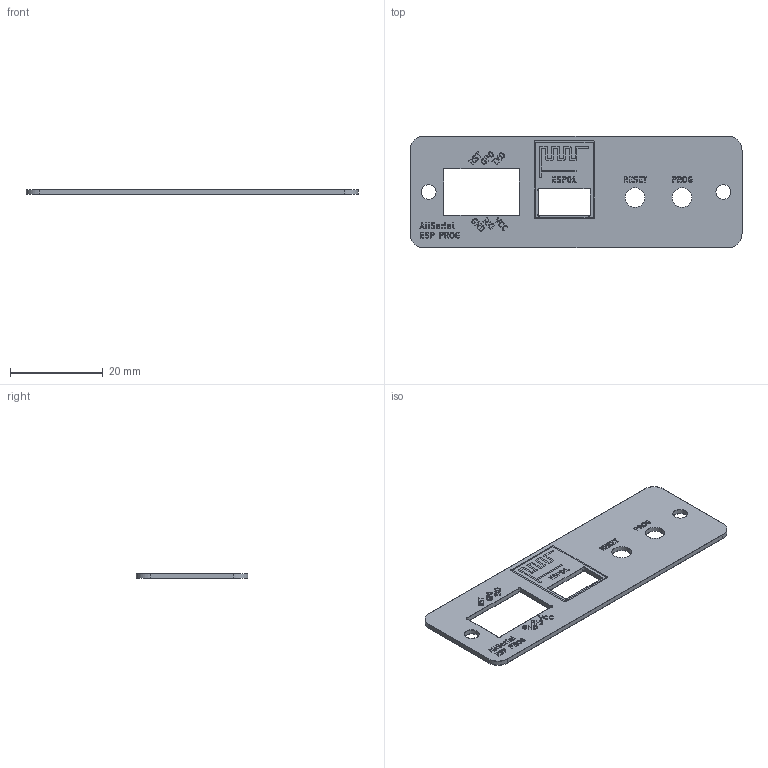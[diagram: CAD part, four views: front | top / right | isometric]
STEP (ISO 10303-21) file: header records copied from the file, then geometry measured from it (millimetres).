
FILE_DESCRIPTION(('KiCad electronic assembly'),'2;1');
FILE_NAME('AllSerial ESP Prog Front.step','2025-07-11T02:31:46',( 'Pcbnew'),('Kicad'),'Open CASCADE STEP processor 7.8', 'KiCad to STEP converter','Unknown');
FILE_SCHEMA(('AUTOMOTIVE_DESIGN { 1 0 10303 214 1 1 1 1 }'));
Length unit declared in the file: millimetre
Products named in the file (5): AllSerial ESP Prog Front 1; AllSerial ESP Prog Front_copper; AllSerial ESP Prog Front_silkscreen; AllSerial ESP Prog Front_soldermask; AllSerial ESP Prog Front_PCB
Assembly tree (4 placements, depth 2):
  AllSerial ESP Prog Front 1
    AllSerial ESP Prog Front_copper
    AllSerial ESP Prog Front_silkscreen
    AllSerial ESP Prog Front_soldermask
    AllSerial ESP Prog Front_PCB
Bounding box: 71.5 x 24 x 1.12 mm (x, y, z)
Volume: 1439.8 mm3; surface area: 6007.3 mm2
Topology: 62 solids, 115 shells, 1367 faces, 5497 edges, 4307 vertices
Faces by surface type: plane 1066, cylinder 301
Full cylindrical faces by diameter (mm): 3.2 x2, 4.2 x2
Entity records: 58565 total; most frequent: CARTESIAN_POINT 11176, DIRECTION 9287, ORIENTED_EDGE 9067, EDGE_CURVE 5497, LINE 4451, VECTOR 4451, VERTEX_POINT 4307, AXIS2_PLACEMENT_3D 2418
